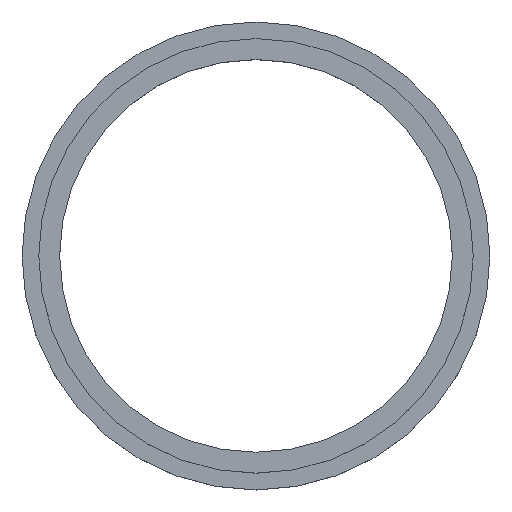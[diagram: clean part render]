
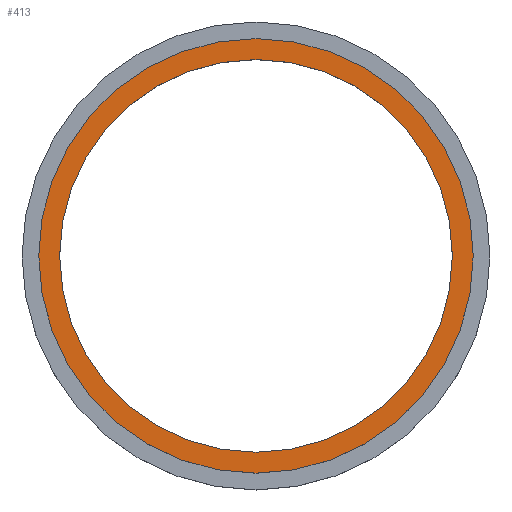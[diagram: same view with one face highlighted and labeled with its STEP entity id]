
A CAD part, top view. The second image highlights one B-rep face of the part: STEP entity #413.
In plain terms, the highlighted planar face has unit normal (0, 0, 1).
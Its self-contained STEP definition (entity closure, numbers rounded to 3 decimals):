
#3 = CARTESIAN_POINT ( 'NONE',  ( 26., 0., 0. ) ) ;
#29 = CARTESIAN_POINT ( 'NONE',  ( 23.5, 0., 0. ) ) ;
#35 = CIRCLE ( 'NONE', #189, 26. ) ;
#39 = AXIS2_PLACEMENT_3D ( 'NONE', #162, #357, #124 ) ;
#42 = ORIENTED_EDGE ( 'NONE', *, *, #394, .F. ) ;
#51 = CIRCLE ( 'NONE', #39, 23.5 ) ;
#60 = AXIS2_PLACEMENT_3D ( 'NONE', #29, #61, #265 ) ;
#61 = DIRECTION ( 'NONE',  ( 0., 0., -1. ) ) ;
#75 = CARTESIAN_POINT ( 'NONE',  ( -26., 0., 0. ) ) ;
#96 = DIRECTION ( 'NONE',  ( -1., 0., 0. ) ) ;
#106 = ORIENTED_EDGE ( 'NONE', *, *, #332, .T. ) ;
#124 = DIRECTION ( 'NONE',  ( -1., 0., 0. ) ) ;
#126 = DIRECTION ( 'NONE',  ( -1., 0., 0. ) ) ;
#131 = CARTESIAN_POINT ( 'NONE',  ( 0., 0., 0. ) ) ;
#142 = FACE_OUTER_BOUND ( 'NONE', #187, .T. ) ;
#162 = CARTESIAN_POINT ( 'NONE',  ( 0., 0., 0. ) ) ;
#163 = CARTESIAN_POINT ( 'NONE',  ( 0., 0., 0. ) ) ;
#167 = CARTESIAN_POINT ( 'NONE',  ( 23.5, 0., 0. ) ) ;
#171 = DIRECTION ( 'NONE',  ( 0., 0., -1. ) ) ;
#187 = EDGE_LOOP ( 'NONE', ( #42, #399 ) ) ;
#189 = AXIS2_PLACEMENT_3D ( 'NONE', #402, #171, #365 ) ;
#202 = EDGE_LOOP ( 'NONE', ( #106, #326 ) ) ;
#206 = CIRCLE ( 'NONE', #258, 23.5 ) ;
#230 = VERTEX_POINT ( 'NONE', #367 ) ;
#237 = VERTEX_POINT ( 'NONE', #75 ) ;
#258 = AXIS2_PLACEMENT_3D ( 'NONE', #131, #333, #96 ) ;
#265 = DIRECTION ( 'NONE',  ( -1., 0., 0. ) ) ;
#291 = EDGE_CURVE ( 'NONE', #292, #237, #35, .T. ) ;
#292 = VERTEX_POINT ( 'NONE', #3 ) ;
#300 = PLANE ( 'NONE',  #60 ) ;
#326 = ORIENTED_EDGE ( 'NONE', *, *, #423, .T. ) ;
#332 = EDGE_CURVE ( 'NONE', #230, #360, #206, .T. ) ;
#333 = DIRECTION ( 'NONE',  ( 0., 0., -1. ) ) ;
#357 = DIRECTION ( 'NONE',  ( 0., 0., -1. ) ) ;
#360 = VERTEX_POINT ( 'NONE', #167 ) ;
#361 = DIRECTION ( 'NONE',  ( 0., 0., -1. ) ) ;
#365 = DIRECTION ( 'NONE',  ( -1., 0., 0. ) ) ;
#367 = CARTESIAN_POINT ( 'NONE',  ( -23.5, 0., 0. ) ) ;
#394 = EDGE_CURVE ( 'NONE', #237, #292, #420, .T. ) ;
#399 = ORIENTED_EDGE ( 'NONE', *, *, #291, .F. ) ;
#402 = CARTESIAN_POINT ( 'NONE',  ( 0., 0., 0. ) ) ;
#408 = FACE_BOUND ( 'NONE', #202, .T. ) ;
#413 = ADVANCED_FACE ( 'NONE', ( #142, #408 ), #300, .F. ) ;
#420 = CIRCLE ( 'NONE', #428, 26. ) ;
#423 = EDGE_CURVE ( 'NONE', #360, #230, #51, .T. ) ;
#428 = AXIS2_PLACEMENT_3D ( 'NONE', #163, #361, #126 ) ;
